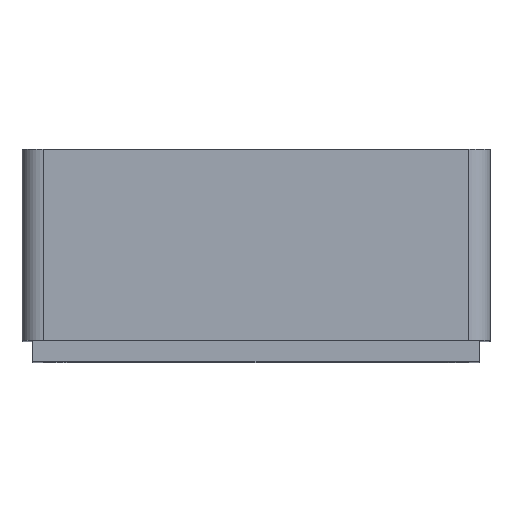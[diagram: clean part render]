
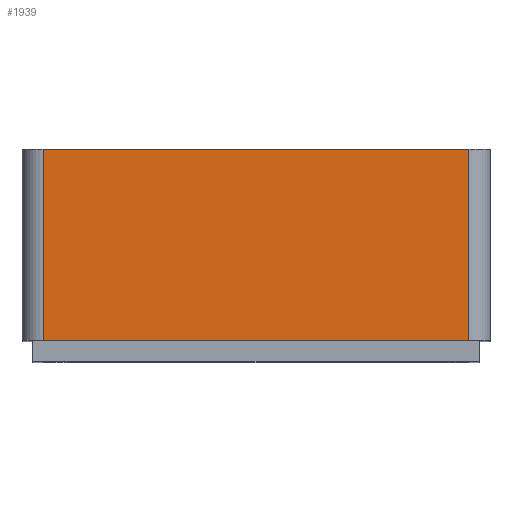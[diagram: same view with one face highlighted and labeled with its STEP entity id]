
A CAD part, top view. The second image highlights one B-rep face of the part: STEP entity #1939.
In plain terms, the highlighted planar face has unit normal (0, 0, 1).
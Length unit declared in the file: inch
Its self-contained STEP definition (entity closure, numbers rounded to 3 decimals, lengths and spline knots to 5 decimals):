
#251=FACE_OUTER_BOUND('',#356,.T.);
#356=EDGE_LOOP('',(#1608,#1609,#1610,#1611));
#489=LINE('',#6372,#610);
#498=LINE('',#6395,#619);
#499=LINE('',#6398,#620);
#527=LINE('',#6516,#648);
#610=VECTOR('',#2297,0.3937);
#619=VECTOR('',#2316,0.3937);
#620=VECTOR('',#2319,0.3937);
#648=VECTOR('',#2453,0.3937);
#902=VERTEX_POINT('',#6369);
#903=VERTEX_POINT('',#6371);
#912=VERTEX_POINT('',#6393);
#913=VERTEX_POINT('',#6397);
#1141=EDGE_CURVE('',#902,#903,#489,.T.);
#1153=EDGE_CURVE('',#912,#902,#498,.T.);
#1154=EDGE_CURVE('',#903,#913,#499,.T.);
#1213=EDGE_CURVE('',#913,#912,#527,.T.);
#1608=ORIENTED_EDGE('',*,*,#1153,.F.);
#1609=ORIENTED_EDGE('',*,*,#1213,.F.);
#1610=ORIENTED_EDGE('',*,*,#1154,.F.);
#1611=ORIENTED_EDGE('',*,*,#1141,.F.);
#1853=PLANE('',#2093);
#1939=ADVANCED_FACE('',(#251),#1853,.T.);
#2093=AXIS2_PLACEMENT_3D('',#6515,#2451,#2452);
#2297=DIRECTION('',(-1.,0.,0.));
#2316=DIRECTION('',(0.,-1.,0.));
#2319=DIRECTION('',(0.,1.,0.));
#2451=DIRECTION('center_axis',(0.,0.,1.));
#2452=DIRECTION('ref_axis',(1.,0.,0.));
#2453=DIRECTION('',(1.,0.,0.));
#6369=CARTESIAN_POINT('',(1.25295,-1.,2.06693));
#6371=CARTESIAN_POINT('',(-1.25295,-1.,2.06693));
#6372=CARTESIAN_POINT('',(1.37795,-1.,2.06693));
#6393=CARTESIAN_POINT('',(1.25295,0.125,2.06693));
#6395=CARTESIAN_POINT('',(1.25295,0.,2.06693));
#6397=CARTESIAN_POINT('',(-1.25295,0.125,2.06693));
#6398=CARTESIAN_POINT('',(-1.25295,0.,2.06693));
#6515=CARTESIAN_POINT('Origin',(-1.37795,0.,2.06693));
#6516=CARTESIAN_POINT('',(-1.37795,0.125,2.06693));
